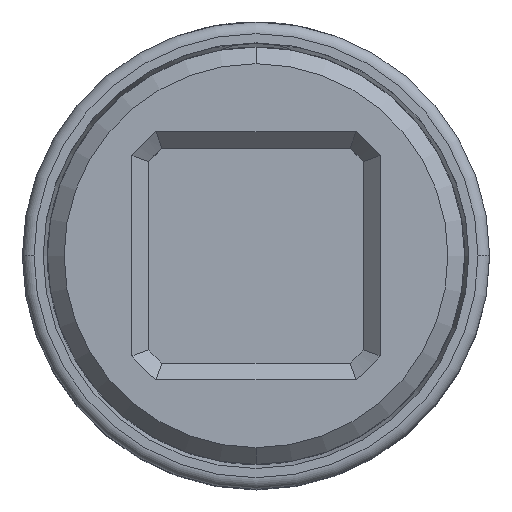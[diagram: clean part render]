
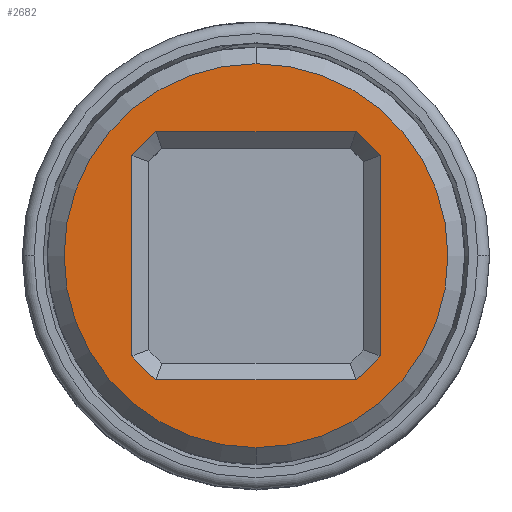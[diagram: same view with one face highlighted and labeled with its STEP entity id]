
A CAD part, top view. The second image highlights one B-rep face of the part: STEP entity #2682.
In plain terms, the highlighted planar face has unit normal (0, 0, 1).
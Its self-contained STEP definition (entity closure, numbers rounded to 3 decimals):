
#1134=DIRECTION('',(1.,0.,0.));
#1135=VECTOR('',#1134,11.993);
#1136=CARTESIAN_POINT('',(-5.997,7.433,0.));
#1137=LINE('',#1136,#1135);
#1141=CARTESIAN_POINT('',(0.,0.,0.));
#1142=DIRECTION('',(0.,0.,-1.));
#1143=DIRECTION('',(-0.778,0.628,0.));
#1144=AXIS2_PLACEMENT_3D('',#1141,#1142,#1143);
#1149=DIRECTION('',(0.,1.,0.));
#1150=VECTOR('',#1149,11.993);
#1151=CARTESIAN_POINT('',(-7.433,-5.997,0.));
#1152=LINE('',#1151,#1150);
#1156=CARTESIAN_POINT('',(0.,0.,0.));
#1157=DIRECTION('',(0.,0.,-1.));
#1158=DIRECTION('',(-0.628,-0.778,0.));
#1159=AXIS2_PLACEMENT_3D('',#1156,#1157,#1158);
#1164=DIRECTION('',(-1.,0.,0.));
#1165=VECTOR('',#1164,11.993);
#1166=CARTESIAN_POINT('',(5.997,-7.433,0.));
#1167=LINE('',#1166,#1165);
#1171=CARTESIAN_POINT('',(0.,0.,0.));
#1172=DIRECTION('',(0.,0.,-1.));
#1173=DIRECTION('',(0.778,-0.628,0.));
#1174=AXIS2_PLACEMENT_3D('',#1171,#1172,#1173);
#1179=DIRECTION('',(0.,-1.,0.));
#1180=VECTOR('',#1179,11.993);
#1181=CARTESIAN_POINT('',(7.433,5.997,0.));
#1182=LINE('',#1181,#1180);
#1186=CARTESIAN_POINT('',(0.,0.,0.));
#1187=DIRECTION('',(0.,0.,-1.));
#1188=DIRECTION('',(0.628,0.778,0.));
#1189=AXIS2_PLACEMENT_3D('',#1186,#1187,#1188);
#1194=CARTESIAN_POINT('',(0.,0.,0.));
#1195=DIRECTION('',(0.,0.,1.));
#1196=DIRECTION('',(0.,-1.,0.));
#1197=AXIS2_PLACEMENT_3D('',#1194,#1195,#1196);
#1202=CARTESIAN_POINT('',(0.,0.,0.));
#1203=DIRECTION('',(0.,0.,1.));
#1204=DIRECTION('',(0.,1.,0.));
#1205=AXIS2_PLACEMENT_3D('',#1202,#1203,#1204);
#1517=CARTESIAN_POINT('',(-5.997,7.433,0.));
#1518=CARTESIAN_POINT('',(5.997,7.433,0.));
#1519=VERTEX_POINT('',#1517);
#1520=VERTEX_POINT('',#1518);
#1521=CARTESIAN_POINT('',(7.433,5.997,0.));
#1522=VERTEX_POINT('',#1521);
#1525=CARTESIAN_POINT('',(7.433,-5.997,0.));
#1526=VERTEX_POINT('',#1525);
#1529=CARTESIAN_POINT('',(5.997,-7.433,0.));
#1530=VERTEX_POINT('',#1529);
#1533=CARTESIAN_POINT('',(-5.997,-7.433,0.));
#1534=VERTEX_POINT('',#1533);
#1537=CARTESIAN_POINT('',(-7.433,-5.997,0.));
#1538=VERTEX_POINT('',#1537);
#1541=CARTESIAN_POINT('',(-7.433,5.997,0.));
#1542=VERTEX_POINT('',#1541);
#1545=CARTESIAN_POINT('',(0.,-11.5,0.));
#1546=CARTESIAN_POINT('',(0.,11.5,0.));
#1547=VERTEX_POINT('',#1545);
#1548=VERTEX_POINT('',#1546);
#2654=CARTESIAN_POINT('',(0.,0.,0.));
#2655=DIRECTION('',(0.,0.,-1.));
#2656=DIRECTION('',(0.,-1.,0.));
#2657=AXIS2_PLACEMENT_3D('',#2654,#2655,#2656);
#2658=PLANE('',#2657);
#2659=ORIENTED_EDGE('',*,*,#2644,.F.);
#2661=ORIENTED_EDGE('',*,*,#2660,.F.);
#2662=EDGE_LOOP('',(#2659,#2661));
#2663=FACE_OUTER_BOUND('',#2662,.F.);
#2665=ORIENTED_EDGE('',*,*,#2664,.F.);
#2667=ORIENTED_EDGE('',*,*,#2666,.F.);
#2669=ORIENTED_EDGE('',*,*,#2668,.F.);
#2671=ORIENTED_EDGE('',*,*,#2670,.F.);
#2673=ORIENTED_EDGE('',*,*,#2672,.F.);
#2675=ORIENTED_EDGE('',*,*,#2674,.F.);
#2677=ORIENTED_EDGE('',*,*,#2676,.F.);
#2679=ORIENTED_EDGE('',*,*,#2678,.F.);
#2680=EDGE_LOOP('',(#2665,#2667,#2669,#2671,#2673,#2675,#2677,#2679));
#2681=FACE_BOUND('',#2680,.F.);
#2682=ADVANCED_FACE('',(#2663,#2681),#2658,.F.);
#1145=CIRCLE('',#1144,9.55);
#1160=CIRCLE('',#1159,9.55);
#1175=CIRCLE('',#1174,9.55);
#1190=CIRCLE('',#1189,9.55);
#1198=CIRCLE('',#1197,11.5);
#1206=CIRCLE('',#1205,11.5);
#2644=EDGE_CURVE('',#1547,#1548,#1198,.T.);
#2660=EDGE_CURVE('',#1548,#1547,#1206,.T.);
#2664=EDGE_CURVE('',#1519,#1520,#1137,.T.);
#2666=EDGE_CURVE('',#1542,#1519,#1145,.T.);
#2668=EDGE_CURVE('',#1538,#1542,#1152,.T.);
#2670=EDGE_CURVE('',#1534,#1538,#1160,.T.);
#2672=EDGE_CURVE('',#1530,#1534,#1167,.T.);
#2674=EDGE_CURVE('',#1526,#1530,#1175,.T.);
#2676=EDGE_CURVE('',#1522,#1526,#1182,.T.);
#2678=EDGE_CURVE('',#1520,#1522,#1190,.T.);
